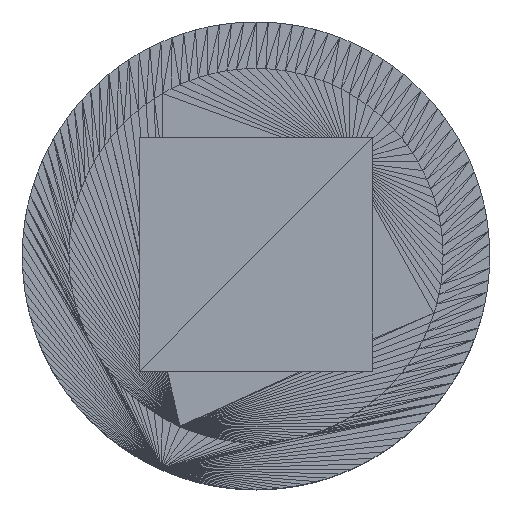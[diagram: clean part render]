
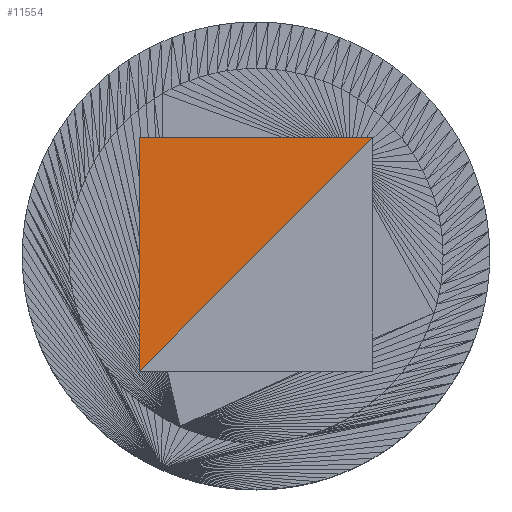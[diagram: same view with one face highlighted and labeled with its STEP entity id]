
A CAD part, top view. The second image highlights one B-rep face of the part: STEP entity #11554.
In plain terms, the highlighted planar face has unit normal (0, 0, 1).
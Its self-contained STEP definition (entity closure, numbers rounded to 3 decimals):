
#508=FACE_OUTER_BOUND('',#1512,.T.);
#1512=EDGE_LOOP('',(#8524,#8525,#8526));
#2031=LINE('',#16618,#3537);
#2790=LINE('',#18135,#4296);
#2791=LINE('',#18136,#4297);
#3537=VECTOR('',#13101,10.);
#4296=VECTOR('',#14840,10.);
#4297=VECTOR('',#14841,10.);
#5036=VERTEX_POINT('',#16602);
#5038=VERTEX_POINT('',#16608);
#5308=VERTEX_POINT('',#18134);
#5547=EDGE_CURVE('',#5038,#5036,#2031,.T.);
#6306=EDGE_CURVE('',#5308,#5036,#2790,.T.);
#6307=EDGE_CURVE('',#5038,#5308,#2791,.T.);
#8524=ORIENTED_EDGE('',*,*,#6306,.F.);
#8525=ORIENTED_EDGE('',*,*,#6307,.F.);
#8526=ORIENTED_EDGE('',*,*,#5547,.T.);
#10550=PLANE('',#12572);
#11554=ADVANCED_FACE('',(#508),#10550,.T.);
#12572=AXIS2_PLACEMENT_3D('',#18133,#14838,#14839);
#13101=DIRECTION('',(0.707,0.707,0.));
#14838=DIRECTION('center_axis',(0.,0.,1.));
#14839=DIRECTION('ref_axis',(1.,0.,0.));
#14840=DIRECTION('',(1.,0.,0.));
#14841=DIRECTION('',(0.,1.,0.));
#16602=CARTESIAN_POINT('',(1.25,1.25,9.5));
#16608=CARTESIAN_POINT('',(-1.25,-1.25,9.5));
#16618=CARTESIAN_POINT('',(-1.25,-1.25,9.5));
#18133=CARTESIAN_POINT('Origin',(-1.25,-1.25,9.5));
#18134=CARTESIAN_POINT('',(-1.25,1.25,9.5));
#18135=CARTESIAN_POINT('',(-1.25,1.25,9.5));
#18136=CARTESIAN_POINT('',(-1.25,-1.25,9.5));
